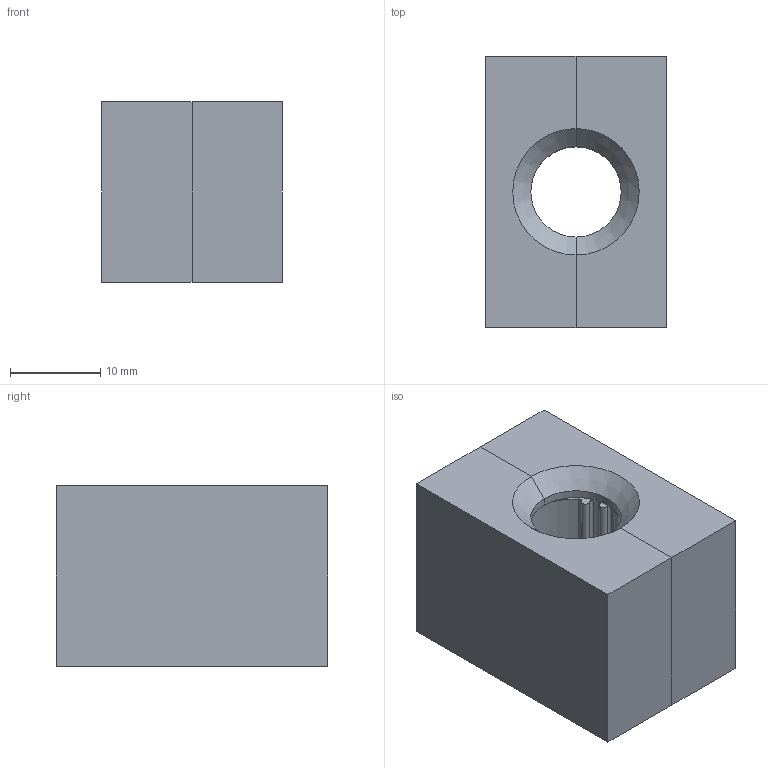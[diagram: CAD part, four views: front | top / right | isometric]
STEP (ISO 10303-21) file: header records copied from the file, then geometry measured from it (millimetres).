
FILE_DESCRIPTION(/* description */ (''),/* implementation_level */ '2;1');
FILE_NAME(/* name */ '9mm Idler Clamp.step',/* time_stamp */ '2023-12-05T21:16:59-05:00',/* author */ (''),/* organization */ (''),/* preprocessor_version */ 'ST-DEVELOPER v20',/* originating_system */ 'Autodesk Translation Framework v12.14.0.127',/* authorisation */ '');
FILE_SCHEMA (('AUTOMOTIVE_DESIGN { 1 0 10303 214 3 1 1 }'));
Length unit declared in the file: millimetre
Products named in the file (1): 9mm Idler Clamp
Bounding box: 20 x 30 x 20 mm (x, y, z)
Volume: 9148.5 mm3; surface area: 4843.1 mm2
Topology: 2 solids, 2 shells, 96 faces, 276 edges, 184 vertices
Faces by surface type: cylinder 50, plane 42, cone 4
Entity records: 3216 total; most frequent: DIRECTION 574, CARTESIAN_POINT 557, ORIENTED_EDGE 552, EDGE_CURVE 276, AXIS2_PLACEMENT_3D 201, VERTEX_POINT 184, LINE 172, VECTOR 172
